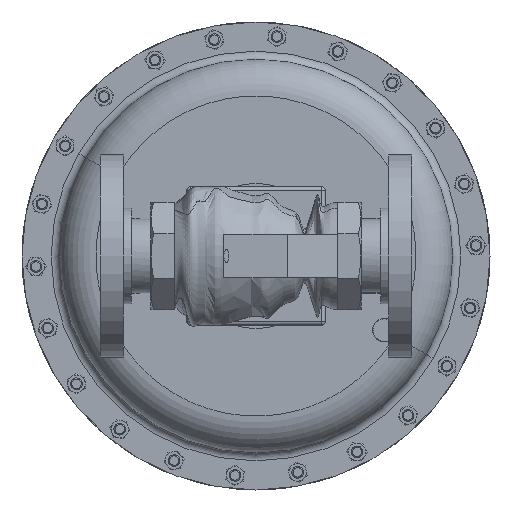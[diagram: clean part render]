
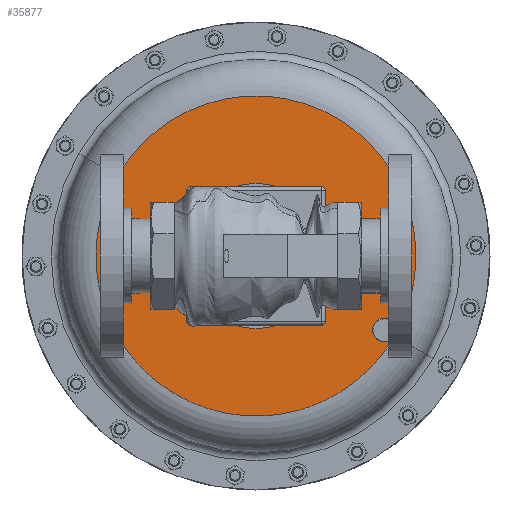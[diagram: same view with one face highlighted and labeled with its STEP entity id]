
A CAD part, front view. The second image highlights one B-rep face of the part: STEP entity #35877.
In plain terms, the highlighted planar face has unit normal (0, -1, 0).
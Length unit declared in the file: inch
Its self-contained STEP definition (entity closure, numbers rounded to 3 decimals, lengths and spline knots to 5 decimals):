
#1032 = EDGE_CURVE ( 'NONE', #45844, #2530, #25110, .T. ) ;
#1210 = ORIENTED_EDGE ( 'NONE', *, *, #9855, .T. ) ;
#2530 = VERTEX_POINT ( 'NONE', #30583 ) ;
#2816 = CIRCLE ( 'NONE', #27280, 2.325 ) ;
#3371 = DIRECTION ( 'NONE',  ( 0.866, 0., -0.5 ) ) ;
#3548 = DIRECTION ( 'NONE',  ( 0., 1., 0. ) ) ;
#3576 = ORIENTED_EDGE ( 'NONE', *, *, #1032, .T. ) ;
#3818 = CIRCLE ( 'NONE', #31920, 0.375 ) ;
#3995 = AXIS2_PLACEMENT_3D ( 'NONE', #55758, #29546, #3371 ) ;
#4596 = VERTEX_POINT ( 'NONE', #5924 ) ;
#4841 = EDGE_LOOP ( 'NONE', ( #43835, #1210 ) ) ;
#5924 = CARTESIAN_POINT ( 'NONE',  ( -4.43838, 8.92, 2.5625 ) ) ;
#9536 = CARTESIAN_POINT ( 'NONE',  ( 0., 8.92, 0. ) ) ;
#9855 = EDGE_CURVE ( 'NONE', #51555, #24067, #2816, .T. ) ;
#12745 = DIRECTION ( 'NONE',  ( 0., 1., 0. ) ) ;
#13951 = DIRECTION ( 'NONE',  ( 0., 0., -1. ) ) ;
#14181 = EDGE_CURVE ( 'NONE', #24067, #51555, #53198, .T. ) ;
#14222 = DIRECTION ( 'NONE',  ( 0., 1., 0. ) ) ;
#14723 = DIRECTION ( 'NONE',  ( 0., 1., 0. ) ) ;
#17606 = FACE_OUTER_BOUND ( 'NONE', #33570, .T. ) ;
#18694 = CARTESIAN_POINT ( 'NONE',  ( 0., 8.92, 2.325 ) ) ;
#20601 = ORIENTED_EDGE ( 'NONE', *, *, #41821, .F. ) ;
#22870 = PLANE ( 'NONE',  #44663 ) ;
#23797 = AXIS2_PLACEMENT_3D ( 'NONE', #29725, #3548, #34132 ) ;
#24067 = VERTEX_POINT ( 'NONE', #52545 ) ;
#25110 = CIRCLE ( 'NONE', #39874, 0.375 ) ;
#27280 = AXIS2_PLACEMENT_3D ( 'NONE', #9536, #40174, #13951 ) ;
#27434 = DIRECTION ( 'NONE',  ( -0.866, 0., 0.5 ) ) ;
#29274 = FACE_BOUND ( 'NONE', #4841, .T. ) ;
#29546 = DIRECTION ( 'NONE',  ( 0., 1., 0. ) ) ;
#29725 = CARTESIAN_POINT ( 'NONE',  ( 0., 8.92, 0. ) ) ;
#30583 = CARTESIAN_POINT ( 'NONE',  ( 3.78886, 8.92, -2.1875 ) ) ;
#31920 = AXIS2_PLACEMENT_3D ( 'NONE', #40450, #14222, #44836 ) ;
#33570 = EDGE_LOOP ( 'NONE', ( #40054, #3576, #42714, #20601 ) ) ;
#34132 = DIRECTION ( 'NONE',  ( 0.866, 0., -0.5 ) ) ;
#35877 = ADVANCED_FACE ( 'NONE', ( #29274, #17606 ), #22870, .T. ) ;
#37804 = CIRCLE ( 'NONE', #3995, 5.125 ) ;
#38973 = CARTESIAN_POINT ( 'NONE',  ( 0., 8.92, 0. ) ) ;
#39247 = EDGE_CURVE ( 'NONE', #2530, #45844, #3818, .T. ) ;
#39874 = AXIS2_PLACEMENT_3D ( 'NONE', #40940, #14723, #45315 ) ;
#40054 = ORIENTED_EDGE ( 'NONE', *, *, #52350, .F. ) ;
#40174 = DIRECTION ( 'NONE',  ( 0., 1., 0. ) ) ;
#40450 = CARTESIAN_POINT ( 'NONE',  ( 4.11362, 8.92, -2.375 ) ) ;
#40940 = CARTESIAN_POINT ( 'NONE',  ( 4.11362, 8.92, -2.375 ) ) ;
#41821 = EDGE_CURVE ( 'NONE', #4596, #45844, #44658, .T. ) ;
#42714 = ORIENTED_EDGE ( 'NONE', *, *, #39247, .T. ) ;
#43361 = DIRECTION ( 'NONE',  ( 0., 0., -1. ) ) ;
#43835 = ORIENTED_EDGE ( 'NONE', *, *, #14181, .T. ) ;
#44633 = AXIS2_PLACEMENT_3D ( 'NONE', #38973, #12745, #43361 ) ;
#44658 = CIRCLE ( 'NONE', #23797, 5.125 ) ;
#44663 = AXIS2_PLACEMENT_3D ( 'NONE', #49248, #53637, #27434 ) ;
#44836 = DIRECTION ( 'NONE',  ( 0.866, 0., -0.5 ) ) ;
#45315 = DIRECTION ( 'NONE',  ( 0.866, 0., -0.5 ) ) ;
#45844 = VERTEX_POINT ( 'NONE', #53647 ) ;
#49248 = CARTESIAN_POINT ( 'NONE',  ( -2.5625, 8.92, -4.43838 ) ) ;
#51555 = VERTEX_POINT ( 'NONE', #18694 ) ;
#52350 = EDGE_CURVE ( 'NONE', #45844, #4596, #37804, .T. ) ;
#52545 = CARTESIAN_POINT ( 'NONE',  ( 0., 8.92, -2.325 ) ) ;
#53198 = CIRCLE ( 'NONE', #44633, 2.325 ) ;
#53637 = DIRECTION ( 'NONE',  ( 0., -1., 0. ) ) ;
#53647 = CARTESIAN_POINT ( 'NONE',  ( 4.43838, 8.92, -2.5625 ) ) ;
#55758 = CARTESIAN_POINT ( 'NONE',  ( 0., 8.92, 0. ) ) ;
